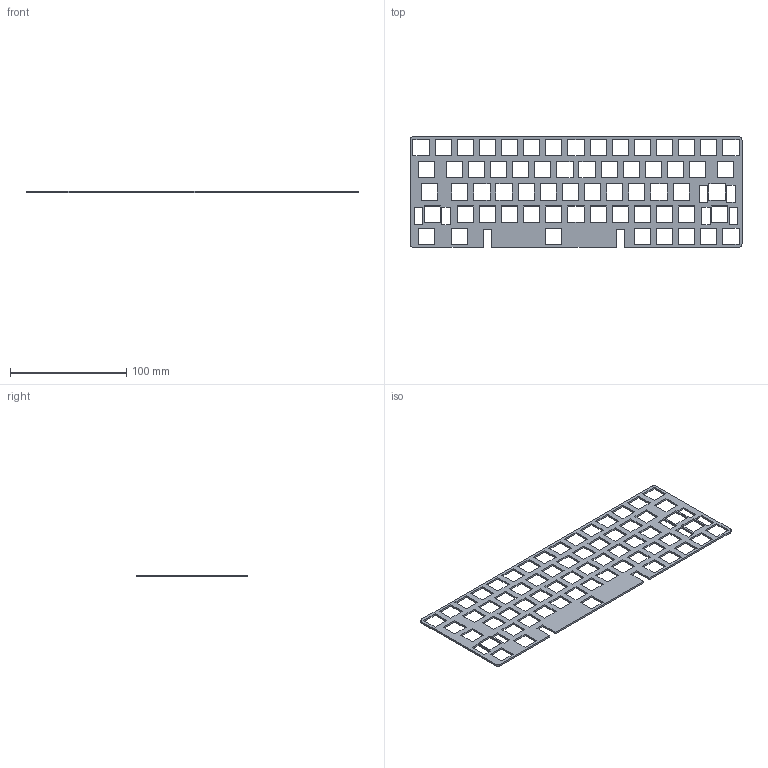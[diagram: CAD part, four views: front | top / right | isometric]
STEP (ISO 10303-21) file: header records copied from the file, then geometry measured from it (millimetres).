
FILE_DESCRIPTION (( 'STEP AP203' ), '1' );
FILE_NAME ('swx_plate_part_r2.STEP', '2021-02-27T16:37:17', ( '' ), ( '' ), 'SwSTEP 2.0', 'SolidWorks 2019', '' );
FILE_SCHEMA (( 'CONFIG_CONTROL_DESIGN' ));
Length unit declared in the file: millimetre
Products named in the file (1): swx_plate_part_r2
Bounding box: 285.75 x 95.25 x 1.6 mm (x, y, z)
Volume: 22423.4 mm3; surface area: 35406.7 mm2
Topology: 1 solids, 1 shells, 294 faces, 876 edges, 584 vertices
Faces by surface type: plane 290, cylinder 4
Entity records: 10021 total; most frequent: CARTESIAN_POINT 1755, ORIENTED_EDGE 1752, DIRECTION 1474, EDGE_CURVE 876, LINE 868, VECTOR 868, VERTEX_POINT 584, EDGE_LOOP 432
